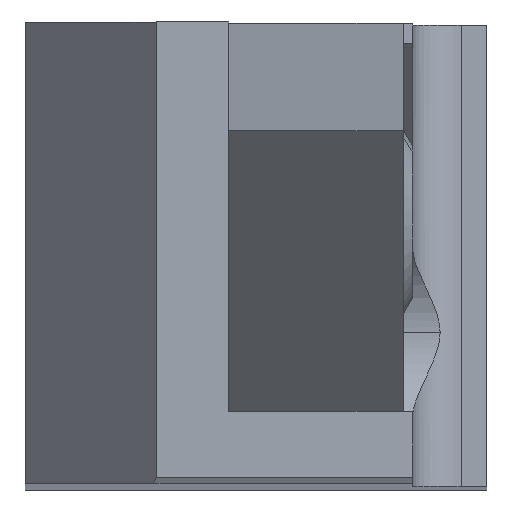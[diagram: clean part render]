
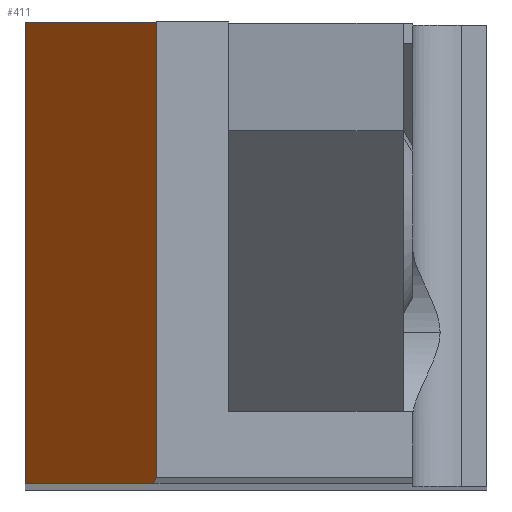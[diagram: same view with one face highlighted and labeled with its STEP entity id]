
A CAD part, top view. The second image highlights one B-rep face of the part: STEP entity #411.
In plain terms, the highlighted planar face has unit normal (-0.743, 0, 0.669).
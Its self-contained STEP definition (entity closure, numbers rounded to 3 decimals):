
#29 = EDGE_LOOP ( 'NONE', ( #1478, #2459, #2309, #2299, #2272 ) ) ;
#42 = FACE_OUTER_BOUND ( 'NONE', #29, .T. ) ;
#241 = DIRECTION ( 'NONE',  ( 0., 1., 0. ) ) ;
#411 = ADVANCED_FACE ( 'NONE', ( #42 ), #2140, .T. ) ;
#516 = VERTEX_POINT ( 'NONE', #1677 ) ;
#553 = DIRECTION ( 'NONE',  ( 0.669, 0., 0.743 ) ) ;
#576 = CARTESIAN_POINT ( 'NONE',  ( -38.29, 9.525, -45.524 ) ) ;
#649 = VERTEX_POINT ( 'NONE', #1097 ) ;
#867 = EDGE_CURVE ( 'NONE', #2822, #1709, #2713, .T. ) ;
#1090 = CARTESIAN_POINT ( 'NONE',  ( 0., 0., -2.999 ) ) ;
#1097 = CARTESIAN_POINT ( 'NONE',  ( 0., 0., -2.999 ) ) ;
#1138 = LINE ( 'NONE', #1212, #2336 ) ;
#1140 = DIRECTION ( 'NONE',  ( 0.411, 0.79, 0.456 ) ) ;
#1212 = CARTESIAN_POINT ( 'NONE',  ( 22.062, 37.37, 21.503 ) ) ;
#1221 = CARTESIAN_POINT ( 'NONE',  ( 2.7, 0.125, 0. ) ) ;
#1332 = LINE ( 'NONE', #1090, #1906 ) ;
#1382 = EDGE_CURVE ( 'NONE', #649, #2822, #1332, .T. ) ;
#1458 = AXIS2_PLACEMENT_3D ( 'NONE', #2185, #2157, #2134 ) ;
#1478 = ORIENTED_EDGE ( 'NONE', *, *, #867, .F. ) ;
#1544 = EDGE_CURVE ( 'NONE', #516, #649, #2435, .T. ) ;
#1677 = CARTESIAN_POINT ( 'NONE',  ( 2.635, 0., -0.072 ) ) ;
#1681 = VECTOR ( 'NONE', #2865, 1000. ) ;
#1704 = EDGE_CURVE ( 'NONE', #1709, #1822, #2084, .T. ) ;
#1709 = VERTEX_POINT ( 'NONE', #2015 ) ;
#1797 = VECTOR ( 'NONE', #553, 1000. ) ;
#1822 = VERTEX_POINT ( 'NONE', #1221 ) ;
#1833 = EDGE_CURVE ( 'NONE', #516, #1822, #1138, .T. ) ;
#1906 = VECTOR ( 'NONE', #241, 1000. ) ;
#2014 = VECTOR ( 'NONE', #2085, 1000. ) ;
#2015 = CARTESIAN_POINT ( 'NONE',  ( 2.7, 9.525, 0. ) ) ;
#2084 = LINE ( 'NONE', #2254, #2014 ) ;
#2085 = DIRECTION ( 'NONE',  ( 0., -1., 0. ) ) ;
#2134 = DIRECTION ( 'NONE',  ( 0.669, 0., 0.743 ) ) ;
#2140 = PLANE ( 'NONE',  #1458 ) ;
#2157 = DIRECTION ( 'NONE',  ( -0.743, 0., 0.669 ) ) ;
#2185 = CARTESIAN_POINT ( 'NONE',  ( 2.7, 110.933, 0. ) ) ;
#2254 = CARTESIAN_POINT ( 'NONE',  ( 2.7, 110.933, 0. ) ) ;
#2272 = ORIENTED_EDGE ( 'NONE', *, *, #1704, .F. ) ;
#2299 = ORIENTED_EDGE ( 'NONE', *, *, #1833, .T. ) ;
#2309 = ORIENTED_EDGE ( 'NONE', *, *, #1544, .F. ) ;
#2336 = VECTOR ( 'NONE', #1140, 1000. ) ;
#2435 = LINE ( 'NONE', #2719, #1681 ) ;
#2459 = ORIENTED_EDGE ( 'NONE', *, *, #1382, .F. ) ;
#2713 = LINE ( 'NONE', #576, #1797 ) ;
#2719 = CARTESIAN_POINT ( 'NONE',  ( -38.29, 0., -45.524 ) ) ;
#2802 = CARTESIAN_POINT ( 'NONE',  ( 0., 9.525, -2.999 ) ) ;
#2822 = VERTEX_POINT ( 'NONE', #2802 ) ;
#2865 = DIRECTION ( 'NONE',  ( -0.669, 0., -0.743 ) ) ;
